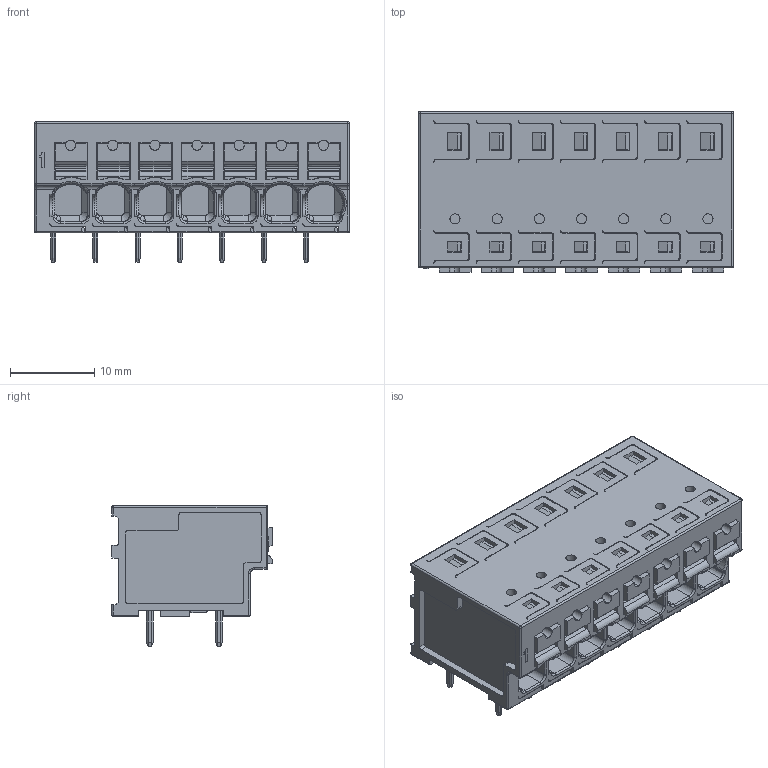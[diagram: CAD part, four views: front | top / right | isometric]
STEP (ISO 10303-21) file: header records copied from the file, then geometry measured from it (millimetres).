
FILE_DESCRIPTION(('CATIA V5 STEP Exchange','CAx-IF Rec.Pracs.--- Model Styling and Organization---1.5--- 2016-08-15','CAx-IF Rec.Pracs.---Supplemental Geometry---1.0---2011-11-01','CAx-IF Rec.Pracs.--- Composite Materials ---1.1---2010-07-15'),'2;1');
FILE_NAME ('1502643-2_1', '2025-08-27T09:57:39+00:00', ('none'), ('Weidmueller'), 'CATIA Version 5-6 Release 2024 SP4', 'CATIA V5 STEP AP214 v3', 'none');
FILE_SCHEMA(('AUTOMOTIVE_DESIGN { 1 0 10303 214 1 1 1 1 }'));
Products named in the file (1): 2913650000
Bounding box: 37.3 x 19 x 16.7 mm (x, y, z)
Volume: 6864.3 mm3; surface area: 6381.5 mm2
Topology: 1 solids, 3 shells, 2500 faces, 6704 edges, 4301 vertices
Faces by surface type: plane 1596, cylinder 560, bspline 150, extrusion 77, torus 49, sphere 34, cone 34
Entity records: 82144 total; most frequent: CARTESIAN_POINT 23771, ORIENTED_EDGE 13354, DIRECTION 8500, EDGE_CURVE 6677, VECTOR 4702, LINE 4625, VERTEX_POINT 4301, EDGE_LOOP 2688
